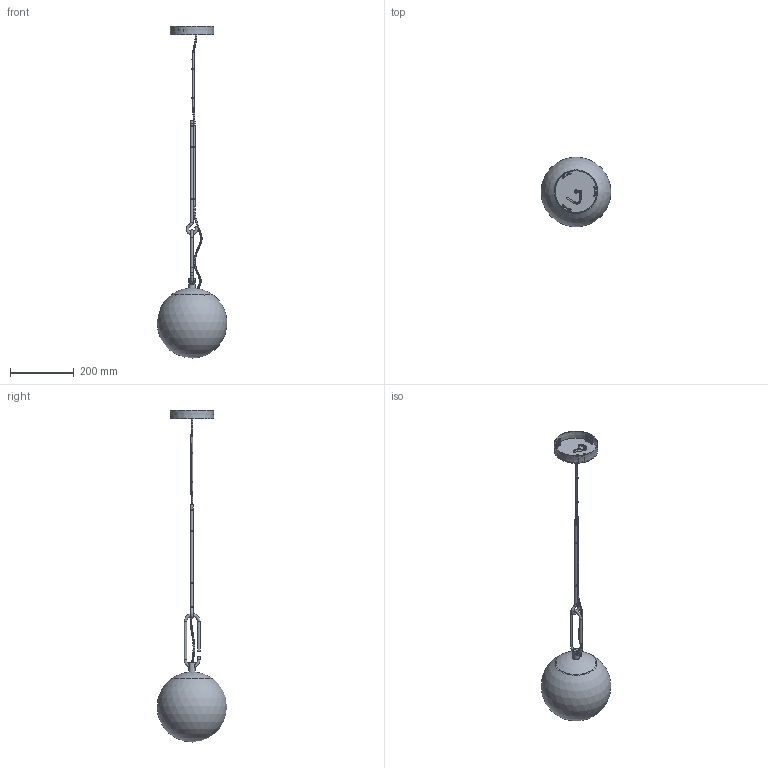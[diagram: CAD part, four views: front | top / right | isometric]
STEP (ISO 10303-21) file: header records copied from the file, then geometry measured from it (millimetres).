
FILE_DESCRIPTION(/* description */ (''),/* implementation_level */ '2;1');
FILE_NAME(/* name */ '128100__.stp',/* time_stamp */ '2020-04-28T09:12:48+02:00',/* author */ (''),/* organization */ (''),/* preprocessor_version */ 'ST-DEVELOPER v15',/* originating_system */ 'SIEMENS PLM Software NX 9.0',/* authorisation */ '');
FILE_SCHEMA (('AUTOMOTIVE_DESIGN { 1 0 10303 214 3 1 1 1 }'));
Length unit declared in the file: millimetre
Products named in the file (1): corr26243472hiz1
Bounding box: 219.89 x 218.36 x 1043.61 mm (x, y, z)
Volume: 693564.8 mm3; surface area: 404852 mm2
Topology: 15 solids, 15 shells, 678 faces, 1732 edges, 1082 vertices
Faces by surface type: plane 197, cylinder 176, torus 162, bspline 109, cone 23, sphere 11
Full cylindrical faces by diameter (mm): 0.8 x1, 1.5 x1, 1.6 x2, 3 x1, 3.7 x4, 4.5 x2, 5 x1, 5.2 x4, 6 x2, 7.2 x2, 8 x5, 8.4 x2, 15 x1, 19.9 x1, 94 x1
Entity records: 28298 total; most frequent: CARTESIAN_POINT 13568, ORIENTED_EDGE 2966, DIRECTION 2729, EDGE_CURVE 1483, AXIS2_PLACEMENT_3D 1100, VERTEX_POINT 1050, EDGE_LOOP 921, ADVANCED_FACE 678
